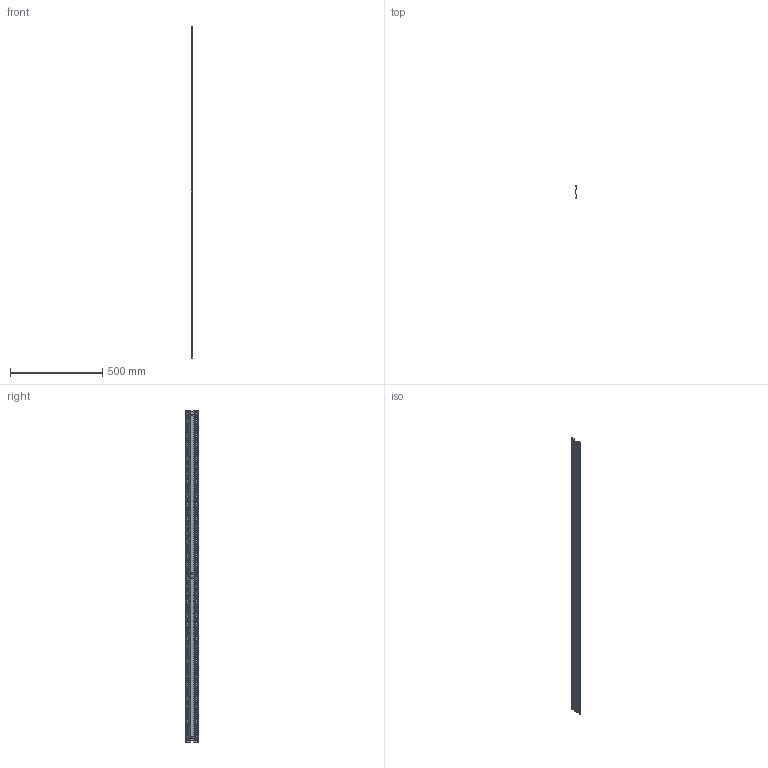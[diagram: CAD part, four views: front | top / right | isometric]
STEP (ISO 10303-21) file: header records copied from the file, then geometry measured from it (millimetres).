
FILE_DESCRIPTION((''),'2;1');
FILE_NAME('USER-DEFINED_RAIL_1_3_ASM','2023-03-01T13:05:14',('klemen.sitar'),('Audax d.o.o.'),'CREO PARAMETRIC BY PTC INC, 2021304','CREO PARAMETRIC BY PTC INC, 2021304','');
FILE_SCHEMA(('AP242_MANAGED_MODEL_BASED_3D_ENGINEERING_MIM_LF { 1 0 10303 442 1 1 4 }'));
Length unit declared in the file: millimetre
Products named in the file (2): 2828579184; USER-DEFINED_RAIL_1_3_ASM
Assembly tree (1 placements, depth 2):
  USER-DEFINED_RAIL_1_3_ASM
    2828579184
Bounding box: 8.7 x 68.01 x 1798.5 mm (x, y, z)
Volume: 228867.2 mm3; surface area: 305116 mm2
Topology: 1 solids, 1 shells, 622 faces, 1860 edges, 1240 vertices
Faces by surface type: cylinder 598, plane 24
Entity records: 28904 total; most frequent: DIRECTION 4306, CARTESIAN_POINT 3729, ORIENTED_EDGE 3720, PRESENTATION_STYLE_ASSIGNMENT 1861, STYLED_ITEM 1861, CURVE_STYLE 1860, EDGE_CURVE 1860, AXIS2_PLACEMENT_3D 1821
